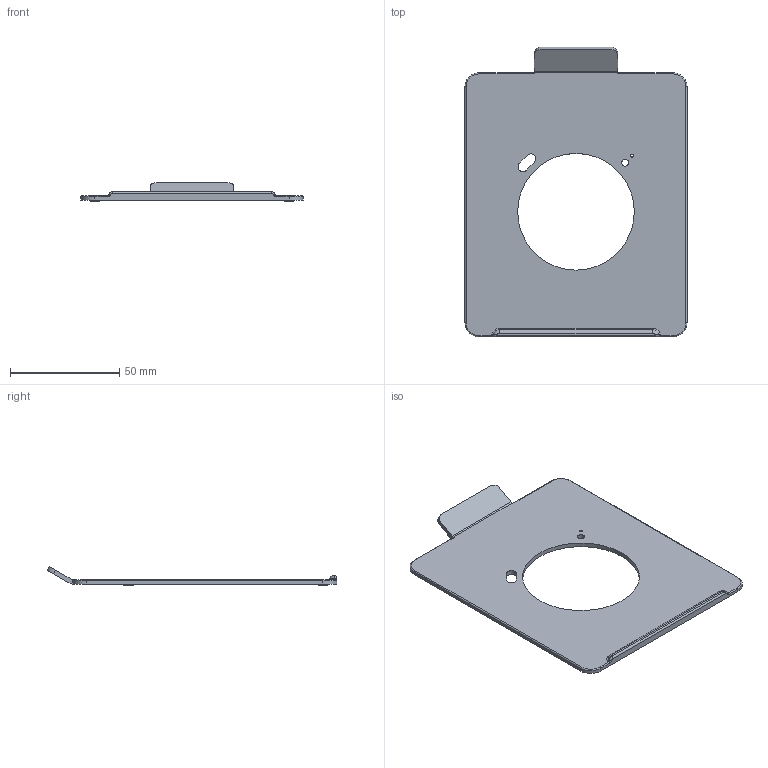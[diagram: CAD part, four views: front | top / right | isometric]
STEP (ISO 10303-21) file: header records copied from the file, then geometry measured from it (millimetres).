
FILE_DESCRIPTION(/* description */ ('','CAx-IF Rec.Pracs.---Representation and Presentation of Product Manufacturing Information (PMI)---4.0---2014-10-13'),/* implementation_level */ '2;1');
FILE_NAME(/* name */ 'FB FAC V3_Insert.stp',/* time_stamp */ '2023-11-27T18:05:48-05:00',/* author */ ('talbotj'),/* organization */ (''),/* preprocessor_version */ 'ST-DEVELOPER v19.2',/* originating_system */ 'Autodesk Inventor 2023',/* authorisation */ '');
FILE_SCHEMA (('AP242_MANAGED_MODEL_BASED_3D_ENGINEERING_MIM_LF { 1 0 10303 442 1 1 4 }'));
Length unit declared in the file: inch
Products named in the file (1): FB FAC V3_Insert
Bounding box: 101.5 x 132.31 x 8.59 mm (x, y, z)
Volume: 21545.2 mm3; surface area: 22299.6 mm2
Topology: 1 solids, 1 shells, 59 faces, 141 edges, 86 vertices
Faces by surface type: cylinder 26, plane 19, bspline 8, torus 6
Full cylindrical faces by diameter (mm): 1.448 x1, 3.099 x1, 4.191 x4, 53.34 x1
Entity records: 2623 total; most frequent: CARTESIAN_POINT 1121, DIRECTION 295, ORIENTED_EDGE 278, EDGE_CURVE 139, AXIS2_PLACEMENT_3D 116, VERTEX_POINT 86, EDGE_LOOP 71, LINE 63
